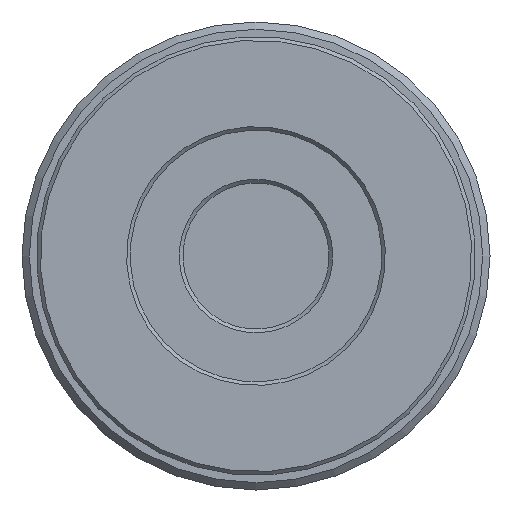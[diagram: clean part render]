
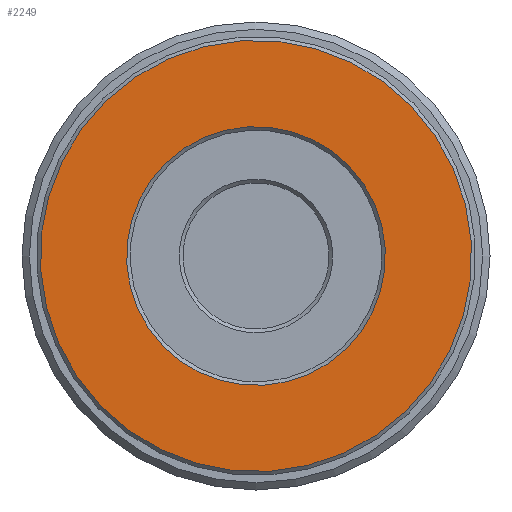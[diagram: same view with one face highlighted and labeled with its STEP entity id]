
A CAD part, front view. The second image highlights one B-rep face of the part: STEP entity #2249.
In plain terms, the highlighted planar face has unit normal (0, -1, 0).
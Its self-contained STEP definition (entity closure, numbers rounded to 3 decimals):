
#472=FACE_BOUND('',#768,.T.);
#600=FACE_OUTER_BOUND('',#767,.T.);
#767=EDGE_LOOP('',(#1927));
#768=EDGE_LOOP('',(#1928));
#883=CIRCLE('',#2515,14.75);
#884=CIRCLE('',#2516,8.85);
#1074=VERTEX_POINT('',#3811);
#1075=VERTEX_POINT('',#3813);
#1361=EDGE_CURVE('',#1074,#1074,#883,.T.);
#1362=EDGE_CURVE('',#1075,#1075,#884,.T.);
#1927=ORIENTED_EDGE('',*,*,#1361,.T.);
#1928=ORIENTED_EDGE('',*,*,#1362,.T.);
#2028=PLANE('',#2514);
#2249=ADVANCED_FACE('',(#600,#472),#2028,.F.);
#2514=AXIS2_PLACEMENT_3D('',#3810,#3158,#3159);
#2515=AXIS2_PLACEMENT_3D('',#3812,#3160,#3161);
#2516=AXIS2_PLACEMENT_3D('',#3814,#3162,#3163);
#3158=DIRECTION('center_axis',(0.,1.,0.));
#3159=DIRECTION('ref_axis',(-0.24,0.,0.971));
#3160=DIRECTION('center_axis',(0.,-1.,0.));
#3161=DIRECTION('ref_axis',(-0.24,0.,0.971));
#3162=DIRECTION('center_axis',(0.,1.,0.));
#3163=DIRECTION('ref_axis',(-0.24,0.,0.971));
#3810=CARTESIAN_POINT('Origin',(2.066,-165.7,-8.348));
#3811=CARTESIAN_POINT('',(3.543,-165.7,-14.318));
#3812=CARTESIAN_POINT('Origin',(0.,-165.7,0.));
#3813=CARTESIAN_POINT('',(-2.126,-165.7,8.591));
#3814=CARTESIAN_POINT('Origin',(0.,-165.7,0.));
